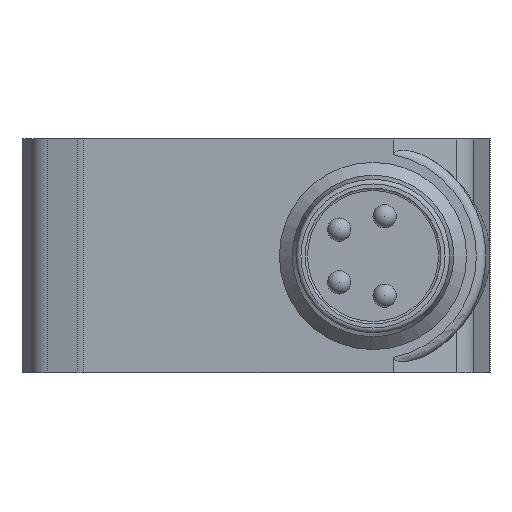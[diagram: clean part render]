
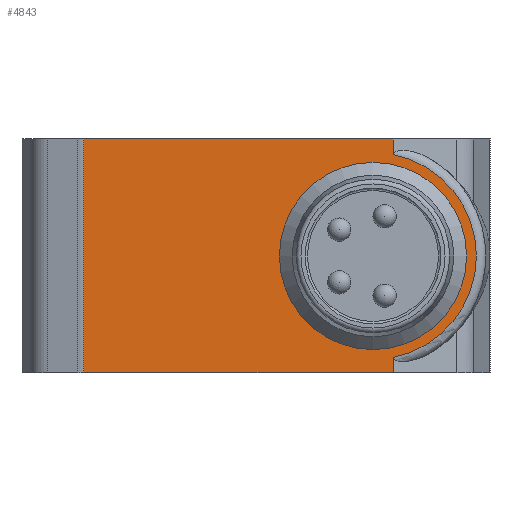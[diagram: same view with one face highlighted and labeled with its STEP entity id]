
A CAD part, front view. The second image highlights one B-rep face of the part: STEP entity #4843.
In plain terms, the highlighted planar face has unit normal (0, -1, 0).
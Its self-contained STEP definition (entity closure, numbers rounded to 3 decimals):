
#22 = VERTEX_POINT('',#23);
#23 = CARTESIAN_POINT('',(13.62,-2.25,4.334));
#43 = TOROIDAL_SURFACE('',#44,4.42,0.4);
#44 = AXIS2_PLACEMENT_3D('',#45,#46,#47);
#45 = CARTESIAN_POINT('',(12.75,-1.85,0.));
#46 = DIRECTION('',(0.,-1.,-0.));
#47 = DIRECTION('',(0.,0.,-1.));
#99 = PLANE('',#100);
#100 = AXIS2_PLACEMENT_3D('',#101,#102,#103);
#101 = CARTESIAN_POINT('',(13.62,-2.25,5.));
#102 = DIRECTION('',(-0.246,0.969,0.));
#103 = DIRECTION('',(-0.969,-0.246,0.));
#122 = EDGE_CURVE('',#123,#22,#125,.T.);
#123 = VERTEX_POINT('',#124);
#124 = CARTESIAN_POINT('',(13.62,-2.25,-4.334));
#125 = SURFACE_CURVE('',#126,(#131,#138),.PCURVE_S1.);
#126 = CIRCLE('',#127,4.42);
#127 = AXIS2_PLACEMENT_3D('',#128,#129,#130);
#128 = CARTESIAN_POINT('',(12.75,-2.25,0.));
#129 = DIRECTION('',(0.,-1.,0.));
#130 = DIRECTION('',(0.,0.,-1.));
#131 = PCURVE('',#43,#132);
#132 = DEFINITIONAL_REPRESENTATION('',(#133),#137);
#133 = LINE('',#134,#135);
#134 = CARTESIAN_POINT('',(0.,1.571));
#135 = VECTOR('',#136,1.);
#136 = DIRECTION('',(1.,0.));
#137 = ( GEOMETRIC_REPRESENTATION_CONTEXT(2) 
PARAMETRIC_REPRESENTATION_CONTEXT() REPRESENTATION_CONTEXT('2D SPACE',''
  ) );
#138 = PCURVE('',#139,#144);
#139 = PLANE('',#140);
#140 = AXIS2_PLACEMENT_3D('',#141,#142,#143);
#141 = CARTESIAN_POINT('',(0.38,-2.25,5.));
#142 = DIRECTION('',(0.,1.,0.));
#143 = DIRECTION('',(0.,-0.,1.));
#144 = DEFINITIONAL_REPRESENTATION('',(#145),#153);
#145 = ( BOUNDED_CURVE() B_SPLINE_CURVE(2,(#146,#147,#148,#149,#150,#151
,#152),.UNSPECIFIED.,.T.,.F.) B_SPLINE_CURVE_WITH_KNOTS((1,2,2,2,2,1),(
    -2.094,0.,2.094,4.189,6.283,
8.378),.UNSPECIFIED.) CURVE() GEOMETRIC_REPRESENTATION_ITEM() 
RATIONAL_B_SPLINE_CURVE((1.,0.5,1.,0.5,1.,0.5,1.)) REPRESENTATION_ITEM(
  '') );
#146 = CARTESIAN_POINT('',(-9.42,12.37));
#147 = CARTESIAN_POINT('',(-9.42,20.026));
#148 = CARTESIAN_POINT('',(-2.79,16.198));
#149 = CARTESIAN_POINT('',(3.84,12.37));
#150 = CARTESIAN_POINT('',(-2.79,8.542));
#151 = CARTESIAN_POINT('',(-9.42,4.714));
#152 = CARTESIAN_POINT('',(-9.42,12.37));
#153 = ( GEOMETRIC_REPRESENTATION_CONTEXT(2) 
PARAMETRIC_REPRESENTATION_CONTEXT() REPRESENTATION_CONTEXT('2D SPACE',''
  ) );
#202 = PLANE('',#203);
#203 = AXIS2_PLACEMENT_3D('',#204,#205,#206);
#204 = CARTESIAN_POINT('',(13.62,-2.25,5.));
#205 = DIRECTION('',(-0.246,0.969,0.));
#206 = DIRECTION('',(-0.969,-0.246,0.));
#773 = PLANE('',#774);
#774 = AXIS2_PLACEMENT_3D('',#775,#776,#777);
#775 = CARTESIAN_POINT('',(-1.25,0.38,5.));
#776 = DIRECTION('',(0.,0.,1.));
#777 = DIRECTION('',(1.,0.,-0.));
#849 = PLANE('',#850);
#850 = AXIS2_PLACEMENT_3D('',#851,#852,#853);
#851 = CARTESIAN_POINT('',(-1.25,0.38,-5.));
#852 = DIRECTION('',(0.,0.,1.));
#853 = DIRECTION('',(1.,0.,-0.));
#2289 = VERTEX_POINT('',#2290);
#2290 = CARTESIAN_POINT('',(13.62,-2.25,-5.));
#2311 = EDGE_CURVE('',#2312,#2289,#2314,.T.);
#2312 = VERTEX_POINT('',#2313);
#2313 = CARTESIAN_POINT('',(0.38,-2.25,-5.));
#2314 = SURFACE_CURVE('',#2315,(#2319,#2326),.PCURVE_S1.);
#2315 = LINE('',#2316,#2317);
#2316 = CARTESIAN_POINT('',(0.38,-2.25,-5.));
#2317 = VECTOR('',#2318,1.);
#2318 = DIRECTION('',(1.,0.,0.));
#2319 = PCURVE('',#849,#2320);
#2320 = DEFINITIONAL_REPRESENTATION('',(#2321),#2325);
#2321 = LINE('',#2322,#2323);
#2322 = CARTESIAN_POINT('',(1.63,-2.63));
#2323 = VECTOR('',#2324,1.);
#2324 = DIRECTION('',(1.,0.));
#2325 = ( GEOMETRIC_REPRESENTATION_CONTEXT(2) 
PARAMETRIC_REPRESENTATION_CONTEXT() REPRESENTATION_CONTEXT('2D SPACE',''
  ) );
#2326 = PCURVE('',#139,#2327);
#2327 = DEFINITIONAL_REPRESENTATION('',(#2328),#2332);
#2328 = LINE('',#2329,#2330);
#2329 = CARTESIAN_POINT('',(-10.,0.));
#2330 = VECTOR('',#2331,1.);
#2331 = DIRECTION('',(0.,1.));
#2332 = ( GEOMETRIC_REPRESENTATION_CONTEXT(2) 
PARAMETRIC_REPRESENTATION_CONTEXT() REPRESENTATION_CONTEXT('2D SPACE',''
  ) );
#2351 = CYLINDRICAL_SURFACE('',#2352,1.);
#2352 = AXIS2_PLACEMENT_3D('',#2353,#2354,#2355);
#2353 = CARTESIAN_POINT('',(0.38,-1.25,5.));
#2354 = DIRECTION('',(0.,-0.,1.));
#2355 = DIRECTION('',(-1.,0.,0.));
#3124 = VERTEX_POINT('',#3125);
#3125 = CARTESIAN_POINT('',(0.38,-2.25,5.));
#3147 = EDGE_CURVE('',#3124,#3148,#3150,.T.);
#3148 = VERTEX_POINT('',#3149);
#3149 = CARTESIAN_POINT('',(13.62,-2.25,5.));
#3150 = SURFACE_CURVE('',#3151,(#3155,#3162),.PCURVE_S1.);
#3151 = LINE('',#3152,#3153);
#3152 = CARTESIAN_POINT('',(0.38,-2.25,5.));
#3153 = VECTOR('',#3154,1.);
#3154 = DIRECTION('',(1.,0.,0.));
#3155 = PCURVE('',#773,#3156);
#3156 = DEFINITIONAL_REPRESENTATION('',(#3157),#3161);
#3157 = LINE('',#3158,#3159);
#3158 = CARTESIAN_POINT('',(1.63,-2.63));
#3159 = VECTOR('',#3160,1.);
#3160 = DIRECTION('',(1.,0.));
#3161 = ( GEOMETRIC_REPRESENTATION_CONTEXT(2) 
PARAMETRIC_REPRESENTATION_CONTEXT() REPRESENTATION_CONTEXT('2D SPACE',''
  ) );
#3162 = PCURVE('',#139,#3163);
#3163 = DEFINITIONAL_REPRESENTATION('',(#3164),#3168);
#3164 = LINE('',#3165,#3166);
#3165 = CARTESIAN_POINT('',(0.,0.));
#3166 = VECTOR('',#3167,1.);
#3167 = DIRECTION('',(0.,1.));
#3168 = ( GEOMETRIC_REPRESENTATION_CONTEXT(2) 
PARAMETRIC_REPRESENTATION_CONTEXT() REPRESENTATION_CONTEXT('2D SPACE',''
  ) );
#4652 = EDGE_CURVE('',#3148,#22,#4653,.T.);
#4653 = SURFACE_CURVE('',#4654,(#4658,#4665),.PCURVE_S1.);
#4654 = LINE('',#4655,#4656);
#4655 = CARTESIAN_POINT('',(13.62,-2.25,5.));
#4656 = VECTOR('',#4657,1.);
#4657 = DIRECTION('',(-0.,-0.,-1.));
#4658 = PCURVE('',#99,#4659);
#4659 = DEFINITIONAL_REPRESENTATION('',(#4660),#4664);
#4660 = LINE('',#4661,#4662);
#4661 = CARTESIAN_POINT('',(0.,0.));
#4662 = VECTOR('',#4663,1.);
#4663 = DIRECTION('',(0.,-1.));
#4664 = ( GEOMETRIC_REPRESENTATION_CONTEXT(2) 
PARAMETRIC_REPRESENTATION_CONTEXT() REPRESENTATION_CONTEXT('2D SPACE',''
  ) );
#4665 = PCURVE('',#139,#4666);
#4666 = DEFINITIONAL_REPRESENTATION('',(#4667),#4671);
#4667 = LINE('',#4668,#4669);
#4668 = CARTESIAN_POINT('',(0.,13.24));
#4669 = VECTOR('',#4670,1.);
#4670 = DIRECTION('',(-1.,0.));
#4671 = ( GEOMETRIC_REPRESENTATION_CONTEXT(2) 
PARAMETRIC_REPRESENTATION_CONTEXT() REPRESENTATION_CONTEXT('2D SPACE',''
  ) );
#4801 = EDGE_CURVE('',#123,#2289,#4802,.T.);
#4802 = SURFACE_CURVE('',#4803,(#4807,#4814),.PCURVE_S1.);
#4803 = LINE('',#4804,#4805);
#4804 = CARTESIAN_POINT('',(13.62,-2.25,5.));
#4805 = VECTOR('',#4806,1.);
#4806 = DIRECTION('',(-0.,-0.,-1.));
#4807 = PCURVE('',#202,#4808);
#4808 = DEFINITIONAL_REPRESENTATION('',(#4809),#4813);
#4809 = LINE('',#4810,#4811);
#4810 = CARTESIAN_POINT('',(0.,0.));
#4811 = VECTOR('',#4812,1.);
#4812 = DIRECTION('',(0.,-1.));
#4813 = ( GEOMETRIC_REPRESENTATION_CONTEXT(2) 
PARAMETRIC_REPRESENTATION_CONTEXT() REPRESENTATION_CONTEXT('2D SPACE',''
  ) );
#4814 = PCURVE('',#139,#4815);
#4815 = DEFINITIONAL_REPRESENTATION('',(#4816),#4820);
#4816 = LINE('',#4817,#4818);
#4817 = CARTESIAN_POINT('',(0.,13.24));
#4818 = VECTOR('',#4819,1.);
#4819 = DIRECTION('',(-1.,0.));
#4820 = ( GEOMETRIC_REPRESENTATION_CONTEXT(2) 
PARAMETRIC_REPRESENTATION_CONTEXT() REPRESENTATION_CONTEXT('2D SPACE',''
  ) );
#4843 = ADVANCED_FACE('',(#4844,#4879),#139,.F.);
#4844 = FACE_BOUND('',#4845,.T.);
#4845 = EDGE_LOOP('',(#4846));
#4846 = ORIENTED_EDGE('',*,*,#4847,.F.);
#4847 = EDGE_CURVE('',#4848,#4848,#4850,.T.);
#4848 = VERTEX_POINT('',#4849);
#4849 = CARTESIAN_POINT('',(12.75,-2.25,-4.));
#4850 = SURFACE_CURVE('',#4851,(#4856,#4867),.PCURVE_S1.);
#4851 = CIRCLE('',#4852,4.);
#4852 = AXIS2_PLACEMENT_3D('',#4853,#4854,#4855);
#4853 = CARTESIAN_POINT('',(12.75,-2.25,0.));
#4854 = DIRECTION('',(0.,-1.,0.));
#4855 = DIRECTION('',(0.,0.,-1.));
#4856 = PCURVE('',#139,#4857);
#4857 = DEFINITIONAL_REPRESENTATION('',(#4858),#4866);
#4858 = ( BOUNDED_CURVE() B_SPLINE_CURVE(2,(#4859,#4860,#4861,#4862,
#4863,#4864,#4865),.UNSPECIFIED.,.T.,.F.) B_SPLINE_CURVE_WITH_KNOTS((1,2
    ,2,2,2,1),(-2.094,0.,2.094,4.189,
6.283,8.378),.UNSPECIFIED.) CURVE() 
GEOMETRIC_REPRESENTATION_ITEM() RATIONAL_B_SPLINE_CURVE((1.,0.5,1.,0.5,
1.,0.5,1.)) REPRESENTATION_ITEM('') );
#4859 = CARTESIAN_POINT('',(-9.,12.37));
#4860 = CARTESIAN_POINT('',(-9.,19.298));
#4861 = CARTESIAN_POINT('',(-3.,15.834));
#4862 = CARTESIAN_POINT('',(3.,12.37));
#4863 = CARTESIAN_POINT('',(-3.,8.906));
#4864 = CARTESIAN_POINT('',(-9.,5.442));
#4865 = CARTESIAN_POINT('',(-9.,12.37));
#4866 = ( GEOMETRIC_REPRESENTATION_CONTEXT(2) 
PARAMETRIC_REPRESENTATION_CONTEXT() REPRESENTATION_CONTEXT('2D SPACE',''
  ) );
#4867 = PCURVE('',#4868,#4873);
#4868 = CYLINDRICAL_SURFACE('',#4869,4.);
#4869 = AXIS2_PLACEMENT_3D('',#4870,#4871,#4872);
#4870 = CARTESIAN_POINT('',(12.75,-4.25,0.));
#4871 = DIRECTION('',(-0.,1.,0.));
#4872 = DIRECTION('',(0.,0.,-1.));
#4873 = DEFINITIONAL_REPRESENTATION('',(#4874),#4878);
#4874 = LINE('',#4875,#4876);
#4875 = CARTESIAN_POINT('',(6.283,2.));
#4876 = VECTOR('',#4877,1.);
#4877 = DIRECTION('',(-1.,0.));
#4878 = ( GEOMETRIC_REPRESENTATION_CONTEXT(2) 
PARAMETRIC_REPRESENTATION_CONTEXT() REPRESENTATION_CONTEXT('2D SPACE',''
  ) );
#4879 = FACE_BOUND('',#4880,.T.);
#4880 = EDGE_LOOP('',(#4881,#4882,#4883,#4884,#4885,#4906));
#4881 = ORIENTED_EDGE('',*,*,#4801,.F.);
#4882 = ORIENTED_EDGE('',*,*,#122,.T.);
#4883 = ORIENTED_EDGE('',*,*,#4652,.F.);
#4884 = ORIENTED_EDGE('',*,*,#3147,.F.);
#4885 = ORIENTED_EDGE('',*,*,#4886,.T.);
#4886 = EDGE_CURVE('',#3124,#2312,#4887,.T.);
#4887 = SURFACE_CURVE('',#4888,(#4892,#4899),.PCURVE_S1.);
#4888 = LINE('',#4889,#4890);
#4889 = CARTESIAN_POINT('',(0.38,-2.25,5.));
#4890 = VECTOR('',#4891,1.);
#4891 = DIRECTION('',(-0.,-0.,-1.));
#4892 = PCURVE('',#139,#4893);
#4893 = DEFINITIONAL_REPRESENTATION('',(#4894),#4898);
#4894 = LINE('',#4895,#4896);
#4895 = CARTESIAN_POINT('',(0.,0.));
#4896 = VECTOR('',#4897,1.);
#4897 = DIRECTION('',(-1.,0.));
#4898 = ( GEOMETRIC_REPRESENTATION_CONTEXT(2) 
PARAMETRIC_REPRESENTATION_CONTEXT() REPRESENTATION_CONTEXT('2D SPACE',''
  ) );
#4899 = PCURVE('',#2351,#4900);
#4900 = DEFINITIONAL_REPRESENTATION('',(#4901),#4905);
#4901 = LINE('',#4902,#4903);
#4902 = CARTESIAN_POINT('',(1.571,0.));
#4903 = VECTOR('',#4904,1.);
#4904 = DIRECTION('',(0.,-1.));
#4905 = ( GEOMETRIC_REPRESENTATION_CONTEXT(2) 
PARAMETRIC_REPRESENTATION_CONTEXT() REPRESENTATION_CONTEXT('2D SPACE',''
  ) );
#4906 = ORIENTED_EDGE('',*,*,#2311,.T.);
